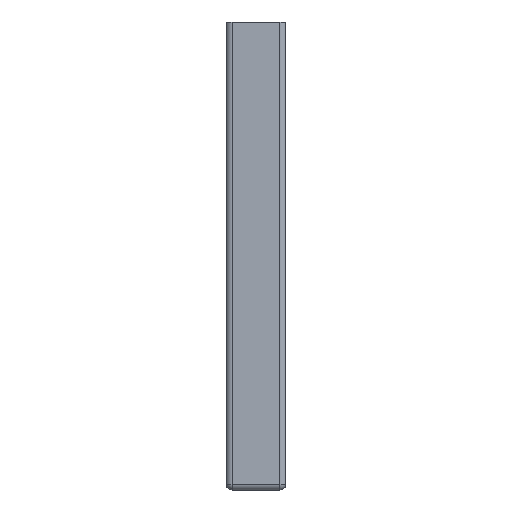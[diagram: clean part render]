
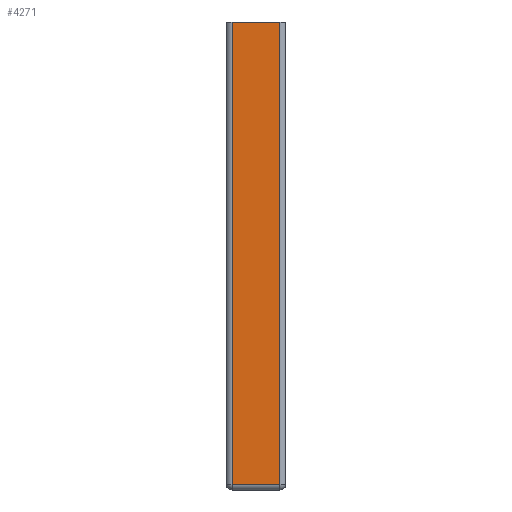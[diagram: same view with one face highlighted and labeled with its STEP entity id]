
A CAD part, left-side view. The second image highlights one B-rep face of the part: STEP entity #4271.
In plain terms, the highlighted planar face has unit normal (-1, 0, 0).
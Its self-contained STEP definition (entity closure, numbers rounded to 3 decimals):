
#126 = CYLINDRICAL_SURFACE('',#127,2.);
#127 = AXIS2_PLACEMENT_3D('',#128,#129,#130);
#128 = CARTESIAN_POINT('',(-40.5,2.,310.5));
#129 = DIRECTION('',(-0.,-0.,-1.));
#130 = DIRECTION('',(0.,-1.,0.));
#153 = PLANE('',#154);
#154 = AXIS2_PLACEMENT_3D('',#155,#156,#157);
#155 = CARTESIAN_POINT('',(132.5,20.,156.25));
#156 = DIRECTION('',(0.,0.,1.));
#157 = DIRECTION('',(1.,0.,0.));
#1182 = VERTEX_POINT('',#1183);
#1183 = CARTESIAN_POINT('',(-42.5,2.,156.25));
#1339 = VERTEX_POINT('',#1340);
#1340 = CARTESIAN_POINT('',(-42.5,18.,156.25));
#1355 = CYLINDRICAL_SURFACE('',#1356,2.);
#1356 = AXIS2_PLACEMENT_3D('',#1357,#1358,#1359);
#1357 = CARTESIAN_POINT('',(-40.5,18.,2.));
#1358 = DIRECTION('',(-0.,0.,1.));
#1359 = DIRECTION('',(-1.,0.,-0.));
#1367 = EDGE_CURVE('',#1182,#1339,#1368,.T.);
#1368 = SURFACE_CURVE('',#1369,(#1373,#1379),.PCURVE_S1.);
#1369 = LINE('',#1370,#1371);
#1370 = CARTESIAN_POINT('',(-42.5,15.,156.25));
#1371 = VECTOR('',#1372,1.);
#1372 = DIRECTION('',(0.,1.,0.));
#1373 = PCURVE('',#153,#1374);
#1374 = DEFINITIONAL_REPRESENTATION('',(#1375),#1378);
#1375 = B_SPLINE_CURVE_WITH_KNOTS('',1,(#1376,#1377),.UNSPECIFIED.,.F.,
  .F.,(2,2),(-13.,3.),.PIECEWISE_BEZIER_KNOTS.);
#1376 = CARTESIAN_POINT('',(-175.,-18.));
#1377 = CARTESIAN_POINT('',(-175.,-2.));
#1378 = ( GEOMETRIC_REPRESENTATION_CONTEXT(2) 
PARAMETRIC_REPRESENTATION_CONTEXT() REPRESENTATION_CONTEXT('2D SPACE',''
  ) );
#1379 = PCURVE('',#1380,#1385);
#1380 = PLANE('',#1381);
#1381 = AXIS2_PLACEMENT_3D('',#1382,#1383,#1384);
#1382 = CARTESIAN_POINT('',(-42.5,10.,156.25));
#1383 = DIRECTION('',(-1.,-0.,-0.));
#1384 = DIRECTION('',(0.,0.,-1.));
#1385 = DEFINITIONAL_REPRESENTATION('',(#1386),#1389);
#1386 = B_SPLINE_CURVE_WITH_KNOTS('',1,(#1387,#1388),.UNSPECIFIED.,.F.,
  .F.,(2,2),(-13.,3.),.PIECEWISE_BEZIER_KNOTS.);
#1387 = CARTESIAN_POINT('',(0.,8.));
#1388 = CARTESIAN_POINT('',(0.,-8.));
#1389 = ( GEOMETRIC_REPRESENTATION_CONTEXT(2) 
PARAMETRIC_REPRESENTATION_CONTEXT() REPRESENTATION_CONTEXT('2D SPACE',''
  ) );
#1396 = EDGE_CURVE('',#1182,#1397,#1399,.T.);
#1397 = VERTEX_POINT('',#1398);
#1398 = CARTESIAN_POINT('',(-42.5,2.,2.));
#1399 = SURFACE_CURVE('',#1400,(#1404,#1411),.PCURVE_S1.);
#1400 = LINE('',#1401,#1402);
#1401 = CARTESIAN_POINT('',(-42.5,2.,310.5));
#1402 = VECTOR('',#1403,1.);
#1403 = DIRECTION('',(-0.,-0.,-1.));
#1404 = PCURVE('',#126,#1405);
#1405 = DEFINITIONAL_REPRESENTATION('',(#1406),#1410);
#1406 = LINE('',#1407,#1408);
#1407 = CARTESIAN_POINT('',(1.571,0.));
#1408 = VECTOR('',#1409,1.);
#1409 = DIRECTION('',(0.,1.));
#1410 = ( GEOMETRIC_REPRESENTATION_CONTEXT(2) 
PARAMETRIC_REPRESENTATION_CONTEXT() REPRESENTATION_CONTEXT('2D SPACE',''
  ) );
#1411 = PCURVE('',#1380,#1412);
#1412 = DEFINITIONAL_REPRESENTATION('',(#1413),#1417);
#1413 = LINE('',#1414,#1415);
#1414 = CARTESIAN_POINT('',(-154.25,8.));
#1415 = VECTOR('',#1416,1.);
#1416 = DIRECTION('',(1.,0.));
#1417 = ( GEOMETRIC_REPRESENTATION_CONTEXT(2) 
PARAMETRIC_REPRESENTATION_CONTEXT() REPRESENTATION_CONTEXT('2D SPACE',''
  ) );
#4271 = ADVANCED_FACE('',(#4272),#1380,.T.);
#4272 = FACE_BOUND('',#4273,.T.);
#4273 = EDGE_LOOP('',(#4274,#4297,#4323,#4324));
#4274 = ORIENTED_EDGE('',*,*,#4275,.F.);
#4275 = EDGE_CURVE('',#4276,#1339,#4278,.T.);
#4276 = VERTEX_POINT('',#4277);
#4277 = CARTESIAN_POINT('',(-42.5,18.,2.));
#4278 = SURFACE_CURVE('',#4279,(#4283,#4290),.PCURVE_S1.);
#4279 = LINE('',#4280,#4281);
#4280 = CARTESIAN_POINT('',(-42.5,18.,2.));
#4281 = VECTOR('',#4282,1.);
#4282 = DIRECTION('',(-0.,0.,1.));
#4283 = PCURVE('',#1380,#4284);
#4284 = DEFINITIONAL_REPRESENTATION('',(#4285),#4289);
#4285 = LINE('',#4286,#4287);
#4286 = CARTESIAN_POINT('',(154.25,-8.));
#4287 = VECTOR('',#4288,1.);
#4288 = DIRECTION('',(-1.,0.));
#4289 = ( GEOMETRIC_REPRESENTATION_CONTEXT(2) 
PARAMETRIC_REPRESENTATION_CONTEXT() REPRESENTATION_CONTEXT('2D SPACE',''
  ) );
#4290 = PCURVE('',#1355,#4291);
#4291 = DEFINITIONAL_REPRESENTATION('',(#4292),#4296);
#4292 = LINE('',#4293,#4294);
#4293 = CARTESIAN_POINT('',(-0.,0.));
#4294 = VECTOR('',#4295,1.);
#4295 = DIRECTION('',(-0.,1.));
#4296 = ( GEOMETRIC_REPRESENTATION_CONTEXT(2) 
PARAMETRIC_REPRESENTATION_CONTEXT() REPRESENTATION_CONTEXT('2D SPACE',''
  ) );
#4297 = ORIENTED_EDGE('',*,*,#4298,.T.);
#4298 = EDGE_CURVE('',#4276,#1397,#4299,.T.);
#4299 = SURFACE_CURVE('',#4300,(#4304,#4311),.PCURVE_S1.);
#4300 = LINE('',#4301,#4302);
#4301 = CARTESIAN_POINT('',(-42.5,20.,2.));
#4302 = VECTOR('',#4303,1.);
#4303 = DIRECTION('',(0.,-1.,0.));
#4304 = PCURVE('',#1380,#4305);
#4305 = DEFINITIONAL_REPRESENTATION('',(#4306),#4310);
#4306 = LINE('',#4307,#4308);
#4307 = CARTESIAN_POINT('',(154.25,-10.));
#4308 = VECTOR('',#4309,1.);
#4309 = DIRECTION('',(0.,1.));
#4310 = ( GEOMETRIC_REPRESENTATION_CONTEXT(2) 
PARAMETRIC_REPRESENTATION_CONTEXT() REPRESENTATION_CONTEXT('2D SPACE',''
  ) );
#4311 = PCURVE('',#4312,#4317);
#4312 = CYLINDRICAL_SURFACE('',#4313,2.);
#4313 = AXIS2_PLACEMENT_3D('',#4314,#4315,#4316);
#4314 = CARTESIAN_POINT('',(-40.5,20.,2.));
#4315 = DIRECTION('',(0.,-1.,0.));
#4316 = DIRECTION('',(-0.,-0.,-1.));
#4317 = DEFINITIONAL_REPRESENTATION('',(#4318),#4322);
#4318 = LINE('',#4319,#4320);
#4319 = CARTESIAN_POINT('',(-1.571,0.));
#4320 = VECTOR('',#4321,1.);
#4321 = DIRECTION('',(-0.,1.));
#4322 = ( GEOMETRIC_REPRESENTATION_CONTEXT(2) 
PARAMETRIC_REPRESENTATION_CONTEXT() REPRESENTATION_CONTEXT('2D SPACE',''
  ) );
#4323 = ORIENTED_EDGE('',*,*,#1396,.F.);
#4324 = ORIENTED_EDGE('',*,*,#1367,.T.);
